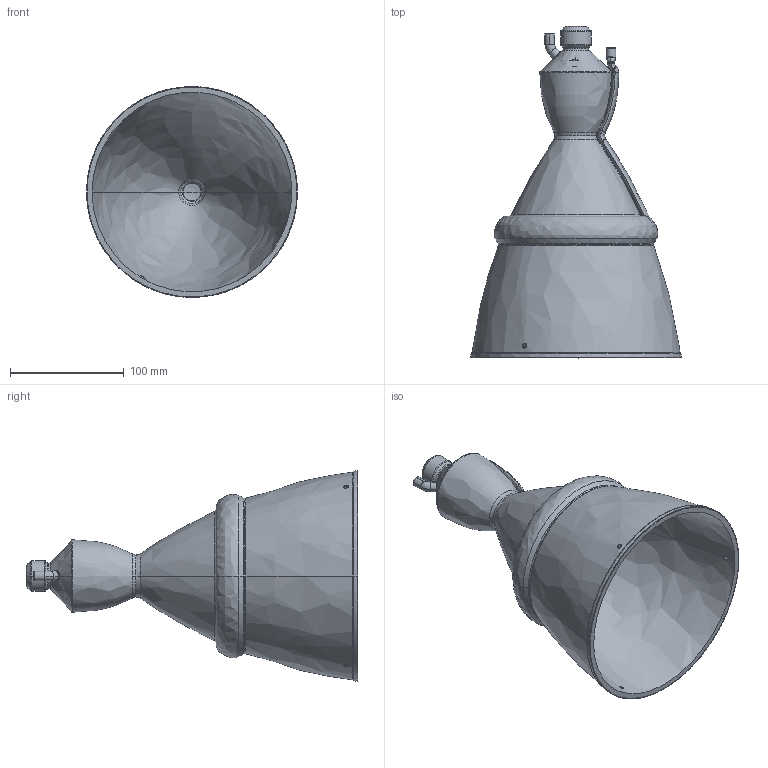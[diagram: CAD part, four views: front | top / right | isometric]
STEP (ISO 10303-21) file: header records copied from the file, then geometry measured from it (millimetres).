
FILE_DESCRIPTION(('FreeCAD Model'),'2;1');
FILE_NAME('Open CASCADE Shape Model','2025-04-27T01:22:18',('FreeCAD'),( 'FreeCAD'),'Open CASCADE STEP processor 7.6','FreeCAD','Unknown');
FILE_SCHEMA(('AUTOMOTIVE_DESIGN { 1 0 10303 214 1 1 1 1 }'));
Products named in the file (1): Open CASCADE STEP translator 7.6 1
Bounding box: 185.41 x 291.77 x 185.38 mm (x, y, z)
Volume: 523864.8 mm3; surface area: 308123.3 mm2
Topology: 1 solids, 1 shells, 6399 faces, 14331 edges, 7509 vertices
Faces by surface type: bspline 6399
Entity records: 269246 total; most frequent: CARTESIAN_POINT 190270, ORIENTED_EDGE 27978, EDGE_CURVE 13989, B_SPLINE_CURVE_WITH_KNOTS 8634, VERTEX_POINT 7509, FACE_BOUND 6490, EDGE_LOOP 6490, ADVANCED_FACE 6399
